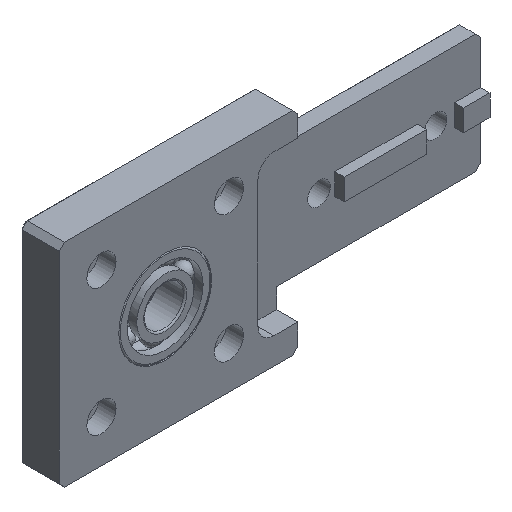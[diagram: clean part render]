
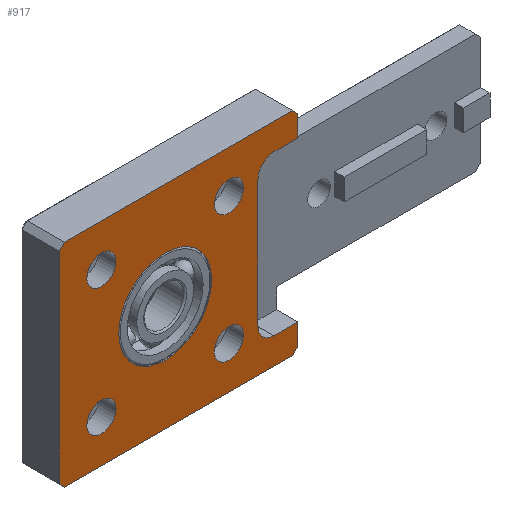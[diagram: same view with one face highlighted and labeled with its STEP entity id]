
A CAD part, isometric view. The second image highlights one B-rep face of the part: STEP entity #917.
In plain terms, the highlighted planar face has unit normal (0, -1, 0).
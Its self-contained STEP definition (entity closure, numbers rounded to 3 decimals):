
#508=CARTESIAN_POINT('',(15.0,-8.0,38.));
#509=VERTEX_POINT('',#508);
#516=CARTESIAN_POINT('',(15.0,-8.0,30.));
#517=VERTEX_POINT('',#516);
#518=CARTESIAN_POINT('',(15.,-8.0,38.));
#519=DIRECTION('',(0.0,0.0,-1.0));
#520=VECTOR('',#519,8.);
#521=LINE('',#518,#520);
#522=EDGE_CURVE('',#509,#517,#521,.T.);
#555=CARTESIAN_POINT('',(13.,-8.0,40.));
#556=VERTEX_POINT('',#555);
#563=CARTESIAN_POINT('',(13.,-8.0,40.));
#564=DIRECTION('',(0.707,0.0,-0.707));
#565=VECTOR('',#564,2.828);
#566=LINE('',#563,#565);
#567=EDGE_CURVE('',#556,#509,#566,.T.);
#579=CARTESIAN_POINT('',(-73.0,-8.0,40.));
#580=VERTEX_POINT('',#579);
#587=CARTESIAN_POINT('',(-73.0,-8.0,40.));
#588=DIRECTION('',(1.0,0.0,0.0));
#589=VECTOR('',#588,86.0);
#590=LINE('',#587,#589);
#591=EDGE_CURVE('',#580,#556,#590,.T.);
#603=CARTESIAN_POINT('',(-75.0,-8.0,38.));
#604=VERTEX_POINT('',#603);
#611=CARTESIAN_POINT('',(-75.0,-8.0,38.));
#612=DIRECTION('',(0.707,0.0,0.707));
#613=VECTOR('',#612,2.828);
#614=LINE('',#611,#613);
#615=EDGE_CURVE('',#604,#580,#614,.T.);
#627=CARTESIAN_POINT('',(-75.0,-8.0,-38.));
#628=VERTEX_POINT('',#627);
#635=CARTESIAN_POINT('',(-75.,-8.0,-38.));
#636=DIRECTION('',(0.0,0.0,1.0));
#637=VECTOR('',#636,76.0);
#638=LINE('',#635,#637);
#639=EDGE_CURVE('',#628,#604,#638,.T.);
#651=CARTESIAN_POINT('',(-73.,-8.0,-40.));
#652=VERTEX_POINT('',#651);
#659=CARTESIAN_POINT('',(-73.,-8.,-40.));
#660=DIRECTION('',(-0.707,0.0,0.707));
#661=VECTOR('',#660,2.828);
#662=LINE('',#659,#661);
#663=EDGE_CURVE('',#652,#628,#662,.T.);
#675=CARTESIAN_POINT('',(13.,-8.0,-40.));
#676=VERTEX_POINT('',#675);
#683=CARTESIAN_POINT('',(13.,-8.0,-40.));
#684=DIRECTION('',(-1.0,0.0,0.0));
#685=VECTOR('',#684,86.);
#686=LINE('',#683,#685);
#687=EDGE_CURVE('',#676,#652,#686,.T.);
#792=CARTESIAN_POINT('',(-30.,-8.0,0.));
#793=DIRECTION('',(0.0,-1.0,0.0));
#794=DIRECTION('',(1.0,0.0,0.0));
#795=AXIS2_PLACEMENT_3D('',#792,#793,#794);
#796=PLANE('',#795);
#797=ORIENTED_EDGE('',*,*,#615,.F.);
#798=ORIENTED_EDGE('',*,*,#639,.F.);
#799=ORIENTED_EDGE('',*,*,#663,.F.);
#800=ORIENTED_EDGE('',*,*,#687,.F.);
#801=CARTESIAN_POINT('',(15.0,-8.0,-38.));
#802=VERTEX_POINT('',#801);
#803=CARTESIAN_POINT('',(15.,-8.,-38.));
#804=DIRECTION('',(-0.707,0.0,-0.707));
#805=VECTOR('',#804,2.828);
#806=LINE('',#803,#805);
#807=EDGE_CURVE('',#802,#676,#806,.T.);
#808=ORIENTED_EDGE('',*,*,#807,.F.);
#809=CARTESIAN_POINT('',(15.0,-8.0,-30.));
#810=VERTEX_POINT('',#809);
#811=CARTESIAN_POINT('',(15.0,-8.0,-30.));
#812=DIRECTION('',(0.0,0.0,-1.0));
#813=VECTOR('',#812,8.);
#814=LINE('',#811,#813);
#815=EDGE_CURVE('',#810,#802,#814,.T.);
#816=ORIENTED_EDGE('',*,*,#815,.F.);
#817=CARTESIAN_POINT('',(6.,-8.0,-30.));
#818=VERTEX_POINT('',#817);
#819=CARTESIAN_POINT('',(15.,-8.0,-30.));
#820=DIRECTION('',(-1.0,0.0,0.0));
#821=VECTOR('',#820,9.);
#822=LINE('',#819,#821);
#823=EDGE_CURVE('',#810,#818,#822,.T.);
#824=ORIENTED_EDGE('',*,*,#823,.T.);
#825=CARTESIAN_POINT('',(0.0,-8.0,-24.));
#826=VERTEX_POINT('',#825);
#827=CARTESIAN_POINT('',(6.,-8.0,-24.));
#828=DIRECTION('',(0.0,1.0,0.0));
#829=DIRECTION('',(-1.0,0.0,0.0));
#830=AXIS2_PLACEMENT_3D('',#827,#828,#829);
#831=CIRCLE('',#830,6.);
#832=EDGE_CURVE('',#818,#826,#831,.T.);
#833=ORIENTED_EDGE('',*,*,#832,.T.);
#834=CARTESIAN_POINT('',(0.0,-8.0,24.));
#835=VERTEX_POINT('',#834);
#836=CARTESIAN_POINT('',(0.,-8.0,-24.));
#837=DIRECTION('',(0.0,0.0,1.0));
#838=VECTOR('',#837,48.0);
#839=LINE('',#836,#838);
#840=EDGE_CURVE('',#826,#835,#839,.T.);
#841=ORIENTED_EDGE('',*,*,#840,.T.);
#842=CARTESIAN_POINT('',(6.,-8.0,30.));
#843=VERTEX_POINT('',#842);
#844=CARTESIAN_POINT('',(6.,-8.0,24.));
#845=DIRECTION('',(0.0,1.0,0.0));
#846=DIRECTION('',(0.0,0.0,1.0));
#847=AXIS2_PLACEMENT_3D('',#844,#845,#846);
#848=CIRCLE('',#847,6.);
#849=EDGE_CURVE('',#835,#843,#848,.T.);
#850=ORIENTED_EDGE('',*,*,#849,.T.);
#851=CARTESIAN_POINT('',(6.,-8.0,30.));
#852=DIRECTION('',(1.0,0.0,0.0));
#853=VECTOR('',#852,9.);
#854=LINE('',#851,#853);
#855=EDGE_CURVE('',#843,#517,#854,.T.);
#856=ORIENTED_EDGE('',*,*,#855,.T.);
#857=ORIENTED_EDGE('',*,*,#522,.F.);
#858=ORIENTED_EDGE('',*,*,#567,.F.);
#859=ORIENTED_EDGE('',*,*,#591,.F.);
#860=EDGE_LOOP('',(#797,#798,#799,#800,#808,#816,#824,#833,#841,#850,#856,#857,#858,#859));
#861=FACE_OUTER_BOUND('',#860,.T.);
#862=CARTESIAN_POINT('',(-17.5,-8.0,0.));
#863=VERTEX_POINT('',#862);
#864=CARTESIAN_POINT('',(-35.,-8.0,0.));
#865=DIRECTION('',(0.0,1.0,0.0));
#866=DIRECTION('',(1.0,0.0,0.0));
#867=AXIS2_PLACEMENT_3D('',#864,#865,#866);
#868=CIRCLE('',#867,17.5);
#869=EDGE_CURVE('',#863,#863,#868,.T.);
#870=ORIENTED_EDGE('',*,*,#869,.T.);
#871=EDGE_LOOP('',(#870));
#872=FACE_BOUND('',#871,.T.);
#873=CARTESIAN_POINT('',(-5.46,-8.0,24.04));
#874=VERTEX_POINT('',#873);
#875=CARTESIAN_POINT('',(-10.96,-8.0,24.04));
#876=DIRECTION('',(0.0,1.0,0.0));
#877=DIRECTION('',(1.0,0.0,0.0));
#878=AXIS2_PLACEMENT_3D('',#875,#876,#877);
#879=CIRCLE('',#878,5.5);
#880=EDGE_CURVE('',#874,#874,#879,.T.);
#881=ORIENTED_EDGE('',*,*,#880,.T.);
#882=EDGE_LOOP('',(#881));
#883=FACE_BOUND('',#882,.T.);
#884=CARTESIAN_POINT('',(-5.46,-8.0,-24.04));
#885=VERTEX_POINT('',#884);
#886=CARTESIAN_POINT('',(-10.96,-8.0,-24.04));
#887=DIRECTION('',(0.0,1.0,0.0));
#888=DIRECTION('',(1.0,0.0,0.0));
#889=AXIS2_PLACEMENT_3D('',#886,#887,#888);
#890=CIRCLE('',#889,5.5);
#891=EDGE_CURVE('',#885,#885,#890,.T.);
#892=ORIENTED_EDGE('',*,*,#891,.T.);
#893=EDGE_LOOP('',(#892));
#894=FACE_BOUND('',#893,.T.);
#895=CARTESIAN_POINT('',(-53.54,-8.0,24.04));
#896=VERTEX_POINT('',#895);
#897=CARTESIAN_POINT('',(-59.04,-8.0,24.04));
#898=DIRECTION('',(0.0,1.0,0.0));
#899=DIRECTION('',(1.0,0.0,0.0));
#900=AXIS2_PLACEMENT_3D('',#897,#898,#899);
#901=CIRCLE('',#900,5.5);
#902=EDGE_CURVE('',#896,#896,#901,.T.);
#903=ORIENTED_EDGE('',*,*,#902,.T.);
#904=EDGE_LOOP('',(#903));
#905=FACE_BOUND('',#904,.T.);
#906=CARTESIAN_POINT('',(-53.54,-8.0,-24.04));
#907=VERTEX_POINT('',#906);
#908=CARTESIAN_POINT('',(-59.04,-8.0,-24.04));
#909=DIRECTION('',(0.0,1.0,0.0));
#910=DIRECTION('',(1.0,0.0,0.0));
#911=AXIS2_PLACEMENT_3D('',#908,#909,#910);
#912=CIRCLE('',#911,5.5);
#913=EDGE_CURVE('',#907,#907,#912,.T.);
#914=ORIENTED_EDGE('',*,*,#913,.T.);
#915=EDGE_LOOP('',(#914));
#916=FACE_BOUND('',#915,.T.);
#917=ADVANCED_FACE('',(#861,#872,#883,#894,#905,#916),#796,.T.);
